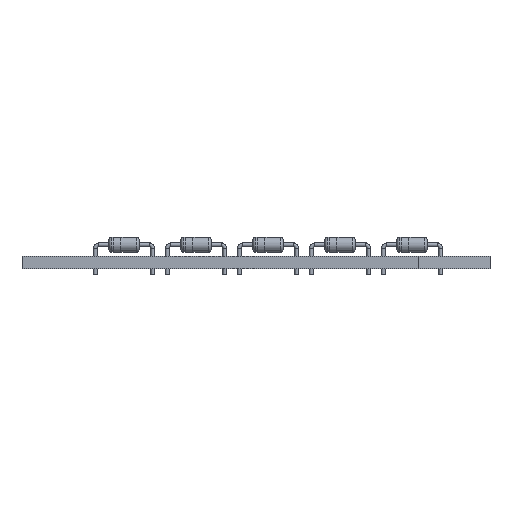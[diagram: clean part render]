
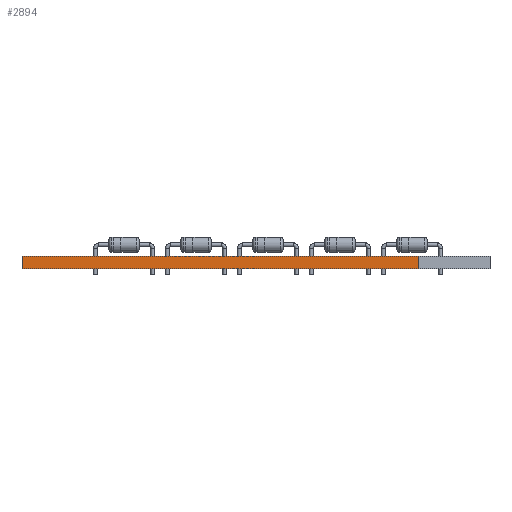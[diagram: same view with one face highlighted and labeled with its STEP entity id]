
A CAD part, left-side view. The second image highlights one B-rep face of the part: STEP entity #2894.
In plain terms, the highlighted planar face has unit normal (-1, 0, 0).
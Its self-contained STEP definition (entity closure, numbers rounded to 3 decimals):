
#582 = VERTEX_POINT('',#583);
#583 = CARTESIAN_POINT('',(30.956,-100.013,1.6));
#589 = EDGE_CURVE('',#590,#582,#592,.T.);
#590 = VERTEX_POINT('',#591);
#591 = CARTESIAN_POINT('',(30.956,-100.013,0.));
#592 = LINE('',#593,#594);
#593 = CARTESIAN_POINT('',(30.956,-100.013,0.));
#594 = VECTOR('',#595,1.);
#595 = DIRECTION('',(0.,0.,1.));
#614 = VERTEX_POINT('',#615);
#615 = CARTESIAN_POINT('',(30.956,-47.625,0.));
#621 = EDGE_CURVE('',#590,#614,#622,.T.);
#622 = LINE('',#623,#624);
#623 = CARTESIAN_POINT('',(30.956,-100.013,0.));
#624 = VECTOR('',#625,1.);
#625 = DIRECTION('',(0.,1.,0.));
#1749 = VERTEX_POINT('',#1750);
#1750 = CARTESIAN_POINT('',(30.956,-47.625,1.6));
#1756 = EDGE_CURVE('',#582,#1749,#1757,.T.);
#1757 = LINE('',#1758,#1759);
#1758 = CARTESIAN_POINT('',(30.956,-100.013,1.6));
#1759 = VECTOR('',#1760,1.);
#1760 = DIRECTION('',(0.,1.,0.));
#2881 = EDGE_CURVE('',#614,#1749,#2882,.T.);
#2882 = LINE('',#2883,#2884);
#2883 = CARTESIAN_POINT('',(30.956,-47.625,0.));
#2884 = VECTOR('',#2885,1.);
#2885 = DIRECTION('',(0.,0.,1.));
#2894 = ADVANCED_FACE('',(#2895),#2901,.T.);
#2895 = FACE_BOUND('',#2896,.T.);
#2896 = EDGE_LOOP('',(#2897,#2898,#2899,#2900));
#2897 = ORIENTED_EDGE('',*,*,#589,.T.);
#2898 = ORIENTED_EDGE('',*,*,#1756,.T.);
#2899 = ORIENTED_EDGE('',*,*,#2881,.F.);
#2900 = ORIENTED_EDGE('',*,*,#621,.F.);
#2901 = PLANE('',#2902);
#2902 = AXIS2_PLACEMENT_3D('',#2903,#2904,#2905);
#2903 = CARTESIAN_POINT('',(30.956,-100.013,0.));
#2904 = DIRECTION('',(-1.,0.,0.));
#2905 = DIRECTION('',(0.,1.,0.));
